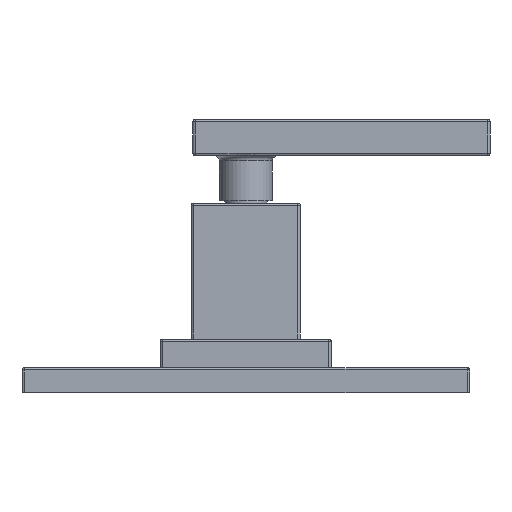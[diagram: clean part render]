
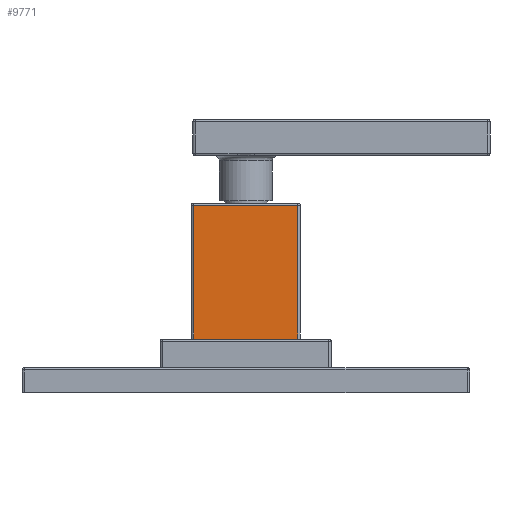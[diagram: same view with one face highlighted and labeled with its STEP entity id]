
A CAD part, left-side view. The second image highlights one B-rep face of the part: STEP entity #9771.
In plain terms, the highlighted planar face has unit normal (-1, 0, 0).
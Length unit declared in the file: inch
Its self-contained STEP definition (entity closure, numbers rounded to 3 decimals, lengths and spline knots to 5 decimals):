
#3716=DIRECTION('',(0.,-1.,0.));
#3717=VECTOR('',#3716,1.28);
#3718=CARTESIAN_POINT('',(-0.58,2.013,0.66));
#3719=LINE('',#3718,#3717);
#3809=DIRECTION('',(0.,0.,-1.));
#3810=VECTOR('',#3809,1.64);
#3811=CARTESIAN_POINT('',(-0.58,2.013,2.3));
#3812=LINE('',#3811,#3810);
#3813=DIRECTION('',(0.,-1.,0.));
#3814=VECTOR('',#3813,1.28);
#3815=CARTESIAN_POINT('',(-0.58,2.013,2.3));
#3816=LINE('',#3815,#3814);
#3817=DIRECTION('',(0.,0.,-1.));
#3818=VECTOR('',#3817,1.64);
#3819=CARTESIAN_POINT('',(-0.58,0.733,2.3));
#3820=LINE('',#3819,#3818);
#4839=CARTESIAN_POINT('',(-0.58,2.013,2.3));
#4840=CARTESIAN_POINT('',(-0.58,0.733,2.3));
#4841=VERTEX_POINT('',#4839);
#4842=VERTEX_POINT('',#4840);
#4867=CARTESIAN_POINT('',(-0.58,2.013,0.66));
#4868=CARTESIAN_POINT('',(-0.58,0.733,0.66));
#4869=VERTEX_POINT('',#4867);
#4870=VERTEX_POINT('',#4868);
#9758=CARTESIAN_POINT('',(-0.58,2.043,0.66));
#9759=DIRECTION('',(-1.,0.,0.));
#9760=DIRECTION('',(0.,-1.,0.));
#9761=AXIS2_PLACEMENT_3D('',#9758,#9759,#9760);
#9762=PLANE('',#9761);
#9763=ORIENTED_EDGE('',*,*,#9584,.F.);
#9765=ORIENTED_EDGE('',*,*,#9764,.F.);
#9767=ORIENTED_EDGE('',*,*,#9766,.T.);
#9768=ORIENTED_EDGE('',*,*,#9750,.T.);
#9769=EDGE_LOOP('',(#9763,#9765,#9767,#9768));
#9770=FACE_OUTER_BOUND('',#9769,.F.);
#9771=ADVANCED_FACE('',(#9770),#9762,.T.);
#9584=EDGE_CURVE('',#4869,#4870,#3719,.T.);
#9750=EDGE_CURVE('',#4842,#4870,#3820,.T.);
#9764=EDGE_CURVE('',#4841,#4869,#3812,.T.);
#9766=EDGE_CURVE('',#4841,#4842,#3816,.T.);
